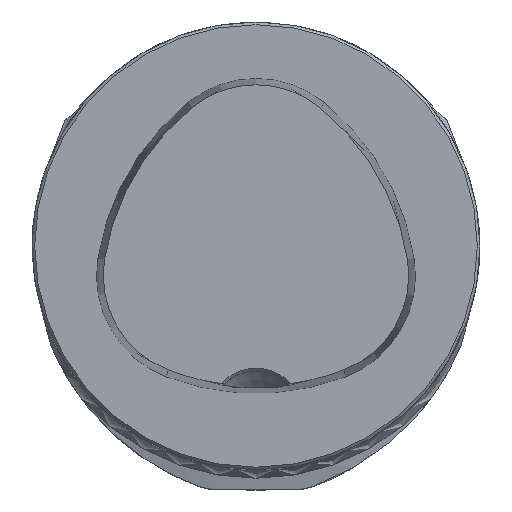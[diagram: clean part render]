
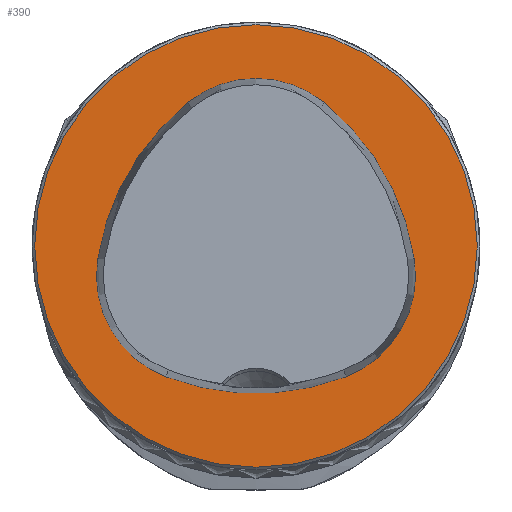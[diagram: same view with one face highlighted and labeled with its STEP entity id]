
A CAD part, top view. The second image highlights one B-rep face of the part: STEP entity #390.
In plain terms, the highlighted planar face has unit normal (0, 0, 1).
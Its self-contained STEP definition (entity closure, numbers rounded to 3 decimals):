
#122=FACE_BOUND('',#732,.T.);
#123=FACE_BOUND('',#733,.T.);
#320=CIRCLE('',#2678,28.075);
#322=CIRCLE('',#2681,28.075);
#323=CIRCLE('',#2682,12.075);
#324=CIRCLE('',#2683,28.075);
#325=CIRCLE('',#2684,12.075);
#326=CIRCLE('',#2685,12.075);
#327=CIRCLE('',#2686,24.7);
#390=ADVANCED_FACE('CU_FL_N1_SU_1',(#122,#123),#526,.T.);
#526=PLANE('',#2687);
#732=EDGE_LOOP('',(#1079,#1080,#1081,#1082,#1083,#1084));
#733=EDGE_LOOP('',(#1085));
#1079=ORIENTED_EDGE('',*,*,#2020,.F.);
#1080=ORIENTED_EDGE('',*,*,#2021,.F.);
#1081=ORIENTED_EDGE('',*,*,#2022,.F.);
#1082=ORIENTED_EDGE('',*,*,#2023,.F.);
#1083=ORIENTED_EDGE('',*,*,#2017,.F.);
#1084=ORIENTED_EDGE('',*,*,#2024,.F.);
#1085=ORIENTED_EDGE('',*,*,#2025,.T.);
#1762=VERTEX_POINT('',#4169);
#1763=VERTEX_POINT('',#4171);
#1765=VERTEX_POINT('',#4177);
#1766=VERTEX_POINT('',#4178);
#1767=VERTEX_POINT('',#4180);
#1768=VERTEX_POINT('',#4182);
#1769=VERTEX_POINT('',#4186);
#2017=EDGE_CURVE('',#1762,#1763,#320,.T.);
#2020=EDGE_CURVE('',#1765,#1766,#322,.T.);
#2021=EDGE_CURVE('',#1767,#1765,#323,.T.);
#2022=EDGE_CURVE('',#1768,#1767,#324,.T.);
#2023=EDGE_CURVE('',#1763,#1768,#325,.T.);
#2024=EDGE_CURVE('',#1766,#1762,#326,.T.);
#2025=EDGE_CURVE('',#1769,#1769,#327,.T.);
#2678=AXIS2_PLACEMENT_3D('',#4170,#3040,#3041);
#2681=AXIS2_PLACEMENT_3D('',#4176,#3047,#3048);
#2682=AXIS2_PLACEMENT_3D('',#4179,#3049,#3050);
#2683=AXIS2_PLACEMENT_3D('',#4181,#3051,#3052);
#2684=AXIS2_PLACEMENT_3D('',#4183,#3053,#3054);
#2685=AXIS2_PLACEMENT_3D('',#4184,#3055,#3056);
#2686=AXIS2_PLACEMENT_3D('',#4185,#3057,#3058);
#2687=AXIS2_PLACEMENT_3D('',#4187,#3059,#3060);
#3040=DIRECTION('',(0.,0.,1.));
#3041=DIRECTION('',(1.,0.,0.));
#3047=DIRECTION('',(0.,0.,1.));
#3048=DIRECTION('',(1.,0.,0.));
#3049=DIRECTION('',(0.,0.,1.));
#3050=DIRECTION('',(1.,0.,0.));
#3051=DIRECTION('',(0.,0.,1.));
#3052=DIRECTION('',(1.,0.,0.));
#3053=DIRECTION('',(0.,0.,1.));
#3054=DIRECTION('',(1.,0.,0.));
#3055=DIRECTION('',(0.,0.,1.));
#3056=DIRECTION('',(1.,0.,0.));
#3057=DIRECTION('',(0.,0.,1.));
#3058=DIRECTION('',(1.,0.,0.));
#3059=DIRECTION('',(0.,0.,1.));
#3060=DIRECTION('',(1.,0.,0.));
#4169=CARTESIAN_POINT('',(-10.05,-14.595,0.));
#4170=CARTESIAN_POINT('',(0.,11.62,0.));
#4171=CARTESIAN_POINT('',(10.05,-14.595,0.));
#4176=CARTESIAN_POINT('',(10.078,-5.807,0.));
#4177=CARTESIAN_POINT('',(-7.606,15.999,0.));
#4178=CARTESIAN_POINT('',(-17.656,-1.443,0.));
#4179=CARTESIAN_POINT('',(0.,6.62,0.));
#4180=CARTESIAN_POINT('',(7.606,15.999,0.));
#4181=CARTESIAN_POINT('',(-10.078,-5.807,0.));
#4182=CARTESIAN_POINT('',(17.656,-1.443,0.));
#4183=CARTESIAN_POINT('',(5.727,-3.32,0.));
#4184=CARTESIAN_POINT('',(-5.727,-3.32,0.));
#4185=CARTESIAN_POINT('',(0.,0.,0.));
#4186=CARTESIAN_POINT('',(24.7,0.,0.));
#4187=CARTESIAN_POINT('',(0.,0.,0.));
